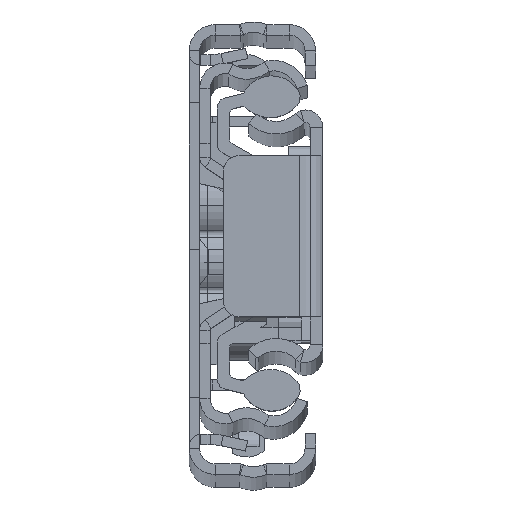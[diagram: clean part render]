
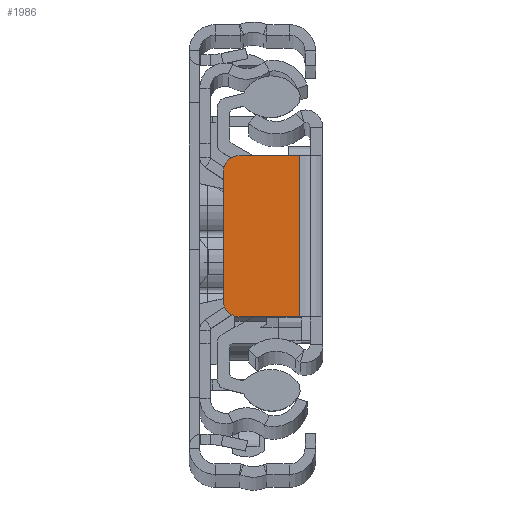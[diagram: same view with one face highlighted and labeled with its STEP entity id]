
A CAD part, top view. The second image highlights one B-rep face of the part: STEP entity #1986.
In plain terms, the highlighted planar face has unit normal (0, 0, 1).
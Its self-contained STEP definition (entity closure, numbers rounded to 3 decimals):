
#299 = EDGE_CURVE ( 'NONE', #11596, #2402, #17829, .T. ) ;
#477 = CARTESIAN_POINT ( 'NONE',  ( -9.45, -6.15, 0. ) ) ;
#612 = PLANE ( 'NONE',  #7539 ) ;
#720 = CARTESIAN_POINT ( 'NONE',  ( 0., 0., 0. ) ) ;
#1510 = DIRECTION ( 'NONE',  ( 1., 0., 0. ) ) ;
#1734 = ORIENTED_EDGE ( 'NONE', *, *, #17909, .T. ) ;
#1986 = ADVANCED_FACE ( 'NONE', ( #19011 ), #612, .F. ) ;
#2354 = CARTESIAN_POINT ( 'NONE',  ( -7.95, -7.65, 0. ) ) ;
#2402 = VERTEX_POINT ( 'NONE', #477 ) ;
#2504 = DIRECTION ( 'NONE',  ( 0., 0., -1. ) ) ;
#2891 = DIRECTION ( 'NONE',  ( -1., 0., 0. ) ) ;
#2976 = DIRECTION ( 'NONE',  ( 0., -1., 0. ) ) ;
#3109 = CARTESIAN_POINT ( 'NONE',  ( 0., 7.65, 0. ) ) ;
#4437 = CIRCLE ( 'NONE', #16914, 1.5 ) ;
#4597 = VERTEX_POINT ( 'NONE', #19923 ) ;
#4676 = DIRECTION ( 'NONE',  ( 0., 0., 1. ) ) ;
#5859 = VECTOR ( 'NONE', #2891, 1000. ) ;
#6074 = ORIENTED_EDGE ( 'NONE', *, *, #299, .T. ) ;
#6194 = CIRCLE ( 'NONE', #17962, 1.5 ) ;
#6584 = LINE ( 'NONE', #3109, #5859 ) ;
#7268 = VERTEX_POINT ( 'NONE', #2354 ) ;
#7539 = AXIS2_PLACEMENT_3D ( 'NONE', #720, #2504, #20900 ) ;
#7848 = VECTOR ( 'NONE', #2976, 1000. ) ;
#8489 = ORIENTED_EDGE ( 'NONE', *, *, #11273, .T. ) ;
#9518 = CARTESIAN_POINT ( 'NONE',  ( -2.2, -7.65, 0. ) ) ;
#9931 = DIRECTION ( 'NONE',  ( -1., 0., 0. ) ) ;
#11273 = EDGE_CURVE ( 'NONE', #2402, #7268, #6194, .T. ) ;
#11401 = ORIENTED_EDGE ( 'NONE', *, *, #11518, .T. ) ;
#11456 = CARTESIAN_POINT ( 'NONE',  ( -2.2, -7.65, 0. ) ) ;
#11518 = EDGE_CURVE ( 'NONE', #4597, #12995, #6584, .T. ) ;
#11572 = EDGE_CURVE ( 'NONE', #12995, #11596, #4437, .T. ) ;
#11596 = VERTEX_POINT ( 'NONE', #12140 ) ;
#11825 = VECTOR ( 'NONE', #1510, 1000. ) ;
#11875 = DIRECTION ( 'NONE',  ( -1., 0., 0. ) ) ;
#12140 = CARTESIAN_POINT ( 'NONE',  ( -9.45, 6.15, 0. ) ) ;
#12510 = ORIENTED_EDGE ( 'NONE', *, *, #16386, .F. ) ;
#12995 = VERTEX_POINT ( 'NONE', #21679 ) ;
#13187 = CARTESIAN_POINT ( 'NONE',  ( -7.95, 6.15, 0. ) ) ;
#14894 = CARTESIAN_POINT ( 'NONE',  ( -7.95, -6.15, 0. ) ) ;
#14901 = LINE ( 'NONE', #20124, #11825 ) ;
#16386 = EDGE_CURVE ( 'NONE', #4597, #19345, #21904, .T. ) ;
#16914 = AXIS2_PLACEMENT_3D ( 'NONE', #13187, #4676, #9931 ) ;
#17468 = EDGE_LOOP ( 'NONE', ( #6074, #8489, #1734, #12510, #11401, #19730 ) ) ;
#17829 = LINE ( 'NONE', #17938, #21992 ) ;
#17909 = EDGE_CURVE ( 'NONE', #7268, #19345, #14901, .T. ) ;
#17938 = CARTESIAN_POINT ( 'NONE',  ( -9.45, 0., 0. ) ) ;
#17962 = AXIS2_PLACEMENT_3D ( 'NONE', #14894, #18344, #11875 ) ;
#18151 = DIRECTION ( 'NONE',  ( 0., -1., 0. ) ) ;
#18344 = DIRECTION ( 'NONE',  ( 0., 0., 1. ) ) ;
#19011 = FACE_OUTER_BOUND ( 'NONE', #17468, .T. ) ;
#19345 = VERTEX_POINT ( 'NONE', #9518 ) ;
#19730 = ORIENTED_EDGE ( 'NONE', *, *, #11572, .T. ) ;
#19923 = CARTESIAN_POINT ( 'NONE',  ( -2.2, 7.65, 0. ) ) ;
#20124 = CARTESIAN_POINT ( 'NONE',  ( 0., -7.65, 0. ) ) ;
#20900 = DIRECTION ( 'NONE',  ( -1., 0., 0. ) ) ;
#21679 = CARTESIAN_POINT ( 'NONE',  ( -7.95, 7.65, 0. ) ) ;
#21904 = LINE ( 'NONE', #11456, #7848 ) ;
#21992 = VECTOR ( 'NONE', #18151, 1000. ) ;
